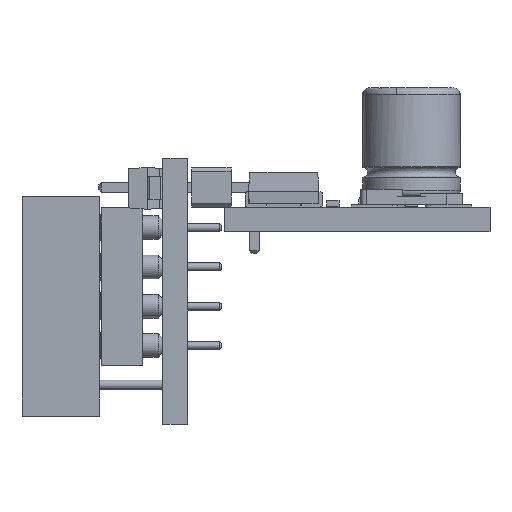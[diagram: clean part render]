
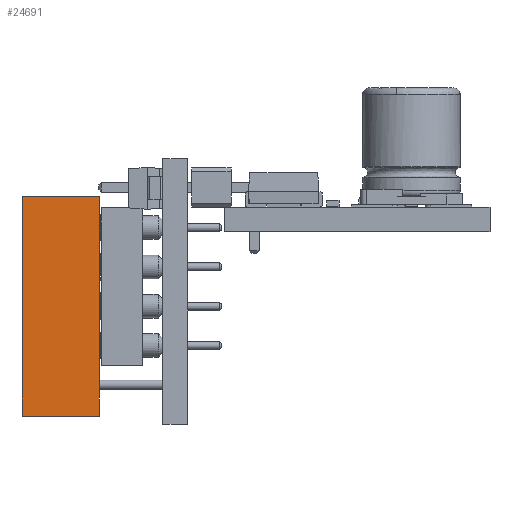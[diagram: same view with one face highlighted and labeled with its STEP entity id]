
A CAD part, left-side view. The second image highlights one B-rep face of the part: STEP entity #24691.
In plain terms, the highlighted planar face has unit normal (-1, 0, 0).
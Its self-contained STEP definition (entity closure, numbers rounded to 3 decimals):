
#24565 = VERTEX_POINT('',#24566);
#24566 = CARTESIAN_POINT('',(-7.05,8.183,-13.513));
#24572 = EDGE_CURVE('',#24573,#24565,#24575,.T.);
#24573 = VERTEX_POINT('',#24574);
#24574 = CARTESIAN_POINT('',(-7.05,8.183,0.688));
#24575 = LINE('',#24576,#24577);
#24576 = CARTESIAN_POINT('',(-7.05,8.183,0.688));
#24577 = VECTOR('',#24578,1.);
#24578 = DIRECTION('',(0.,0.,-1.));
#24671 = EDGE_CURVE('',#24565,#24672,#24674,.T.);
#24672 = VERTEX_POINT('',#24673);
#24673 = CARTESIAN_POINT('',(-7.05,13.183,-13.513));
#24674 = LINE('',#24675,#24676);
#24675 = CARTESIAN_POINT('',(-7.05,8.183,-13.513));
#24676 = VECTOR('',#24677,1.);
#24677 = DIRECTION('',(0.,1.,0.));
#24691 = ADVANCED_FACE('',(#24692),#24710,.T.);
#24692 = FACE_BOUND('',#24693,.T.);
#24693 = EDGE_LOOP('',(#24694,#24702,#24708,#24709));
#24694 = ORIENTED_EDGE('',*,*,#24695,.T.);
#24695 = EDGE_CURVE('',#24573,#24696,#24698,.T.);
#24696 = VERTEX_POINT('',#24697);
#24697 = CARTESIAN_POINT('',(-7.05,13.183,0.688));
#24698 = LINE('',#24699,#24700);
#24699 = CARTESIAN_POINT('',(-7.05,8.183,0.688));
#24700 = VECTOR('',#24701,1.);
#24701 = DIRECTION('',(0.,1.,0.));
#24702 = ORIENTED_EDGE('',*,*,#24703,.T.);
#24703 = EDGE_CURVE('',#24696,#24672,#24704,.T.);
#24704 = LINE('',#24705,#24706);
#24705 = CARTESIAN_POINT('',(-7.05,13.183,0.688));
#24706 = VECTOR('',#24707,1.);
#24707 = DIRECTION('',(0.,0.,-1.));
#24708 = ORIENTED_EDGE('',*,*,#24671,.F.);
#24709 = ORIENTED_EDGE('',*,*,#24572,.F.);
#24710 = PLANE('',#24711);
#24711 = AXIS2_PLACEMENT_3D('',#24712,#24713,#24714);
#24712 = CARTESIAN_POINT('',(-7.05,8.183,0.688));
#24713 = DIRECTION('',(-1.,0.,0.));
#24714 = DIRECTION('',(0.,0.,-1.));
